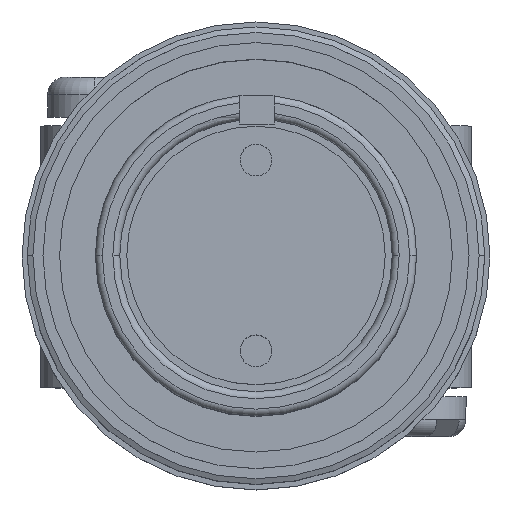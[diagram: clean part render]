
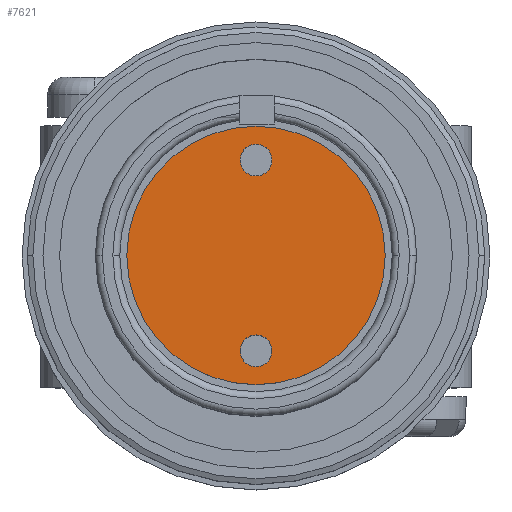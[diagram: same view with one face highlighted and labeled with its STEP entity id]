
A CAD part, top view. The second image highlights one B-rep face of the part: STEP entity #7621.
In plain terms, the highlighted planar face has unit normal (0, 0, 1).
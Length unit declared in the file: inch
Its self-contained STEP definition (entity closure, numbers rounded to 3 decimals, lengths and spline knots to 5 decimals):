
#120 = DIRECTION ( 'NONE',  ( 1., 0., 0. ) ) ;
#121 = DIRECTION ( 'NONE',  ( 0., 0., 1. ) ) ;
#122 = CARTESIAN_POINT ( 'NONE',  ( 0.00008, -0.27324, 4.41815 ) ) ;
#132 = DIRECTION ( 'NONE',  ( -1., 0., 0. ) ) ;
#133 = DIRECTION ( 'NONE',  ( 0., 0., -1. ) ) ;
#134 = CARTESIAN_POINT ( 'NONE',  ( 0., 0., 4.41815 ) ) ;
#144 = DIRECTION ( 'NONE',  ( 1., 0., 0. ) ) ;
#145 = DIRECTION ( 'NONE',  ( 0., 0., 1. ) ) ;
#146 = CARTESIAN_POINT ( 'NONE',  ( 0.00008, 0.27324, 4.41815 ) ) ;
#211 = DIRECTION ( 'NONE',  ( -1., 0., 0. ) ) ;
#212 = DIRECTION ( 'NONE',  ( 0., 0., -1. ) ) ;
#214 = CARTESIAN_POINT ( 'NONE',  ( 0., 0., 4.41815 ) ) ;
#216 = DIRECTION ( 'NONE',  ( 1., 0., 0. ) ) ;
#217 = DIRECTION ( 'NONE',  ( 0., 0., 1. ) ) ;
#218 = CARTESIAN_POINT ( 'NONE',  ( 0.00008, 0.27324, 4.41815 ) ) ;
#220 = DIRECTION ( 'NONE',  ( 1., 0., 0. ) ) ;
#221 = DIRECTION ( 'NONE',  ( 0., 0., 1. ) ) ;
#223 = CARTESIAN_POINT ( 'NONE',  ( 0.00008, -0.27324, 4.41815 ) ) ;
#1509 = CARTESIAN_POINT ( 'NONE',  ( -0.37, 0., 4.41815 ) ) ;
#1513 = CARTESIAN_POINT ( 'NONE',  ( 0.04566, -0.27324, 4.41815 ) ) ;
#2681 = FACE_BOUND ( 'NONE', #9703, .T. ) ;
#2683 = FACE_OUTER_BOUND ( 'NONE', #9716, .T. ) ;
#2684 = FACE_BOUND ( 'NONE', #9711, .T. ) ;
#3148 = CIRCLE ( 'NONE', #6116, 0.04558 ) ;
#3156 = CIRCLE ( 'NONE', #6117, 0.37 ) ;
#3160 = CIRCLE ( 'NONE', #6119, 0.04558 ) ;
#3181 = CIRCLE ( 'NONE', #6127, 0.37 ) ;
#3183 = CIRCLE ( 'NONE', #6128, 0.04558 ) ;
#3189 = CIRCLE ( 'NONE', #6129, 0.04558 ) ;
#4722 = DIRECTION ( 'NONE',  ( 0., 0., 1. ) ) ;
#4728 = CARTESIAN_POINT ( 'NONE',  ( -0.37, 0., 4.41815 ) ) ;
#4730 = PLANE ( 'NONE',  #7061 ) ;
#4732 = DIRECTION ( 'NONE',  ( 1., 0., 0. ) ) ;
#6116 = AXIS2_PLACEMENT_3D ( 'NONE', #122, #121, #120 ) ;
#6117 = AXIS2_PLACEMENT_3D ( 'NONE', #134, #133, #132 ) ;
#6119 = AXIS2_PLACEMENT_3D ( 'NONE', #146, #145, #144 ) ;
#6127 = AXIS2_PLACEMENT_3D ( 'NONE', #214, #212, #211 ) ;
#6128 = AXIS2_PLACEMENT_3D ( 'NONE', #218, #217, #216 ) ;
#6129 = AXIS2_PLACEMENT_3D ( 'NONE', #223, #221, #220 ) ;
#6592 = EDGE_CURVE ( 'NONE', #8973, #9118, #3189, .T. ) ;
#6593 = EDGE_CURVE ( 'NONE', #9072, #9017, #3183, .T. ) ;
#6594 = EDGE_CURVE ( 'NONE', #9037, #8950, #3181, .T. ) ;
#6610 = EDGE_CURVE ( 'NONE', #9017, #9072, #3160, .T. ) ;
#6614 = EDGE_CURVE ( 'NONE', #8950, #9037, #3156, .T. ) ;
#6618 = EDGE_CURVE ( 'NONE', #9118, #8973, #3148, .T. ) ;
#7061 = AXIS2_PLACEMENT_3D ( 'NONE', #4728, #4722, #4732 ) ;
#7129 = CARTESIAN_POINT ( 'NONE',  ( -0.0455, 0.27324, 4.41815 ) ) ;
#7146 = CARTESIAN_POINT ( 'NONE',  ( 0.37, 0., 4.41815 ) ) ;
#7179 = CARTESIAN_POINT ( 'NONE',  ( 0.04566, 0.27324, 4.41815 ) ) ;
#7225 = CARTESIAN_POINT ( 'NONE',  ( -0.0455, -0.27324, 4.41815 ) ) ;
#7621 = ADVANCED_FACE ( 'NONE', ( #2684, #2681, #2683 ), #4730, .T. ) ;
#8908 = ORIENTED_EDGE ( 'NONE', *, *, #6594, .F. ) ;
#8910 = ORIENTED_EDGE ( 'NONE', *, *, #6614, .F. ) ;
#8912 = ORIENTED_EDGE ( 'NONE', *, *, #6618, .F. ) ;
#8913 = ORIENTED_EDGE ( 'NONE', *, *, #6592, .F. ) ;
#8915 = ORIENTED_EDGE ( 'NONE', *, *, #6610, .F. ) ;
#8917 = ORIENTED_EDGE ( 'NONE', *, *, #6593, .F. ) ;
#8950 = VERTEX_POINT ( 'NONE', #1509 ) ;
#8973 = VERTEX_POINT ( 'NONE', #1513 ) ;
#9017 = VERTEX_POINT ( 'NONE', #7129 ) ;
#9037 = VERTEX_POINT ( 'NONE', #7146 ) ;
#9072 = VERTEX_POINT ( 'NONE', #7179 ) ;
#9118 = VERTEX_POINT ( 'NONE', #7225 ) ;
#9703 = EDGE_LOOP ( 'NONE', ( #8913, #8912 ) ) ;
#9711 = EDGE_LOOP ( 'NONE', ( #8917, #8915 ) ) ;
#9716 = EDGE_LOOP ( 'NONE', ( #8910, #8908 ) ) ;
